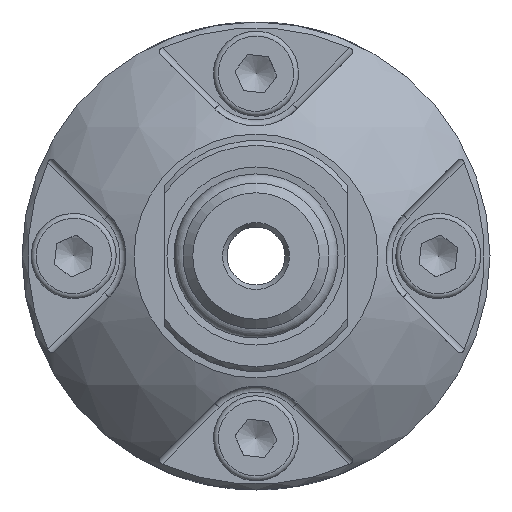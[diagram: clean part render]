
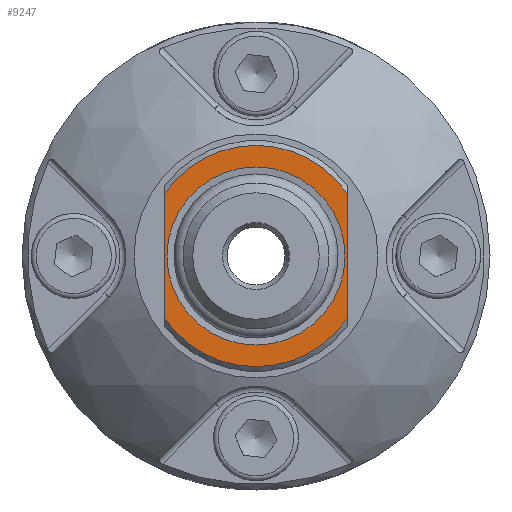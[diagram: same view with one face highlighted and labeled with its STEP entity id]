
A CAD part, left-side view. The second image highlights one B-rep face of the part: STEP entity #9247.
In plain terms, the highlighted planar face has unit normal (-1, 0, 0).
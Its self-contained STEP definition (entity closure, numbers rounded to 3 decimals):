
#735=FACE_BOUND('',#2041,.T.);
#810=PLANE('',#9834);
#1519=FACE_OUTER_BOUND('',#2040,.T.);
#2040=EDGE_LOOP('',(#6514,#6515,#6516,#6517));
#2041=EDGE_LOOP('',(#6518,#6519));
#2605=LINE('',#12817,#3149);
#2610=LINE('',#12863,#3154);
#3149=VECTOR('',#10624,10.307);
#3154=VECTOR('',#10657,10.307);
#3709=CIRCLE('',#9791,9.1);
#3736=CIRCLE('',#9832,9.1);
#3737=CIRCLE('',#9835,7.323);
#3738=CIRCLE('',#9836,7.323);
#4087=VERTEX_POINT('',#12812);
#4088=VERTEX_POINT('',#12816);
#4099=VERTEX_POINT('',#12856);
#4100=VERTEX_POINT('',#12862);
#4124=VERTEX_POINT('',#12940);
#4125=VERTEX_POINT('',#12941);
#5024=EDGE_CURVE('',#4088,#4087,#2605,.T.);
#5040=EDGE_CURVE('',#4088,#4099,#3709,.T.);
#5042=EDGE_CURVE('',#4100,#4099,#2610,.T.);
#5078=EDGE_CURVE('',#4100,#4087,#3736,.T.);
#5079=EDGE_CURVE('',#4124,#4125,#3737,.T.);
#5080=EDGE_CURVE('',#4125,#4124,#3738,.T.);
#6514=ORIENTED_EDGE('',*,*,#5024,.T.);
#6515=ORIENTED_EDGE('',*,*,#5078,.F.);
#6516=ORIENTED_EDGE('',*,*,#5042,.T.);
#6517=ORIENTED_EDGE('',*,*,#5040,.F.);
#6518=ORIENTED_EDGE('',*,*,#5079,.F.);
#6519=ORIENTED_EDGE('',*,*,#5080,.F.);
#9247=ADVANCED_FACE('',(#1519,#735),#810,.F.);
#9791=AXIS2_PLACEMENT_3D('',#12857,#10653,#10654);
#9832=AXIS2_PLACEMENT_3D('',#12937,#10744,#10745);
#9834=AXIS2_PLACEMENT_3D('',#12939,#10748,#10749);
#9835=AXIS2_PLACEMENT_3D('',#12942,#10750,#10751);
#9836=AXIS2_PLACEMENT_3D('',#12943,#10752,#10753);
#10624=DIRECTION('',(0.,0.,-1.));
#10653=DIRECTION('center_axis',(1.,0.,0.));
#10654=DIRECTION('ref_axis',(0.,1.,0.));
#10657=DIRECTION('',(0.,0.,1.));
#10744=DIRECTION('center_axis',(1.,0.,0.));
#10745=DIRECTION('ref_axis',(0.,1.,0.));
#10748=DIRECTION('center_axis',(1.,0.,0.));
#10749=DIRECTION('ref_axis',(0.,0.,1.));
#10750=DIRECTION('center_axis',(-1.,0.,0.));
#10751=DIRECTION('ref_axis',(0.,0.,-1.));
#10752=DIRECTION('center_axis',(-1.,0.,0.));
#10753=DIRECTION('ref_axis',(0.,0.,-1.));
#12812=CARTESIAN_POINT('',(-28.6,7.5,-5.154));
#12816=CARTESIAN_POINT('',(-28.6,7.5,5.154));
#12817=CARTESIAN_POINT('',(-28.6,7.5,5.154));
#12856=CARTESIAN_POINT('',(-28.6,-7.5,5.154));
#12857=CARTESIAN_POINT('Origin',(-28.6,0.,0.));
#12862=CARTESIAN_POINT('',(-28.6,-7.5,-5.154));
#12863=CARTESIAN_POINT('',(-28.6,-7.5,-5.154));
#12937=CARTESIAN_POINT('Origin',(-28.6,0.,0.));
#12939=CARTESIAN_POINT('Origin',(-28.6,0.,-8.411));
#12940=CARTESIAN_POINT('',(-28.6,0.,-7.323));
#12941=CARTESIAN_POINT('',(-28.6,0.,7.323));
#12942=CARTESIAN_POINT('Origin',(-28.6,0.,0.));
#12943=CARTESIAN_POINT('Origin',(-28.6,0.,0.));
